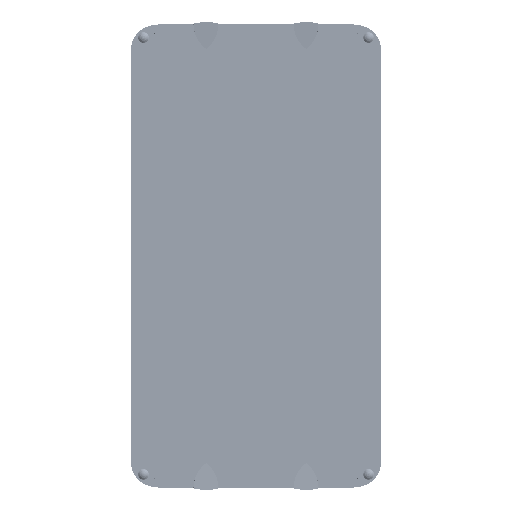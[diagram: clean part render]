
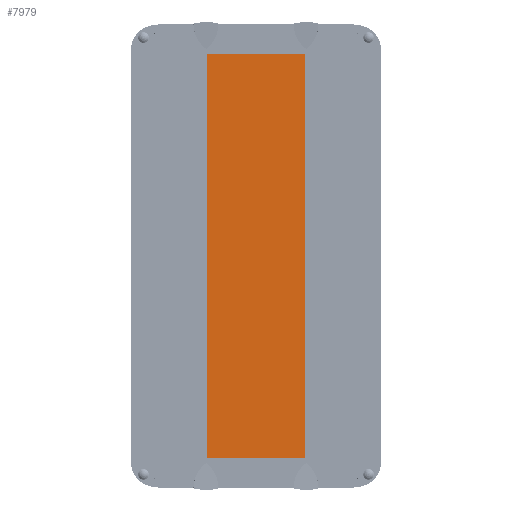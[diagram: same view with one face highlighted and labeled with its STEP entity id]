
A CAD part, front view. The second image highlights one B-rep face of the part: STEP entity #7979.
In plain terms, the highlighted face is planar.
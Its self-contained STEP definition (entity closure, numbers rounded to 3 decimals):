
#4166=DIRECTION('',(1.,0.,0.));
#4167=VECTOR('',#4166,117.106);
#4168=CARTESIAN_POINT('',(-120.606,0.,-242.));
#4169=LINE('',#4168,#4167);
#4893=DIRECTION('',(-1.,0.,0.));
#4894=VECTOR('',#4893,117.106);
#4895=CARTESIAN_POINT('',(-3.5,0.,242.));
#4896=LINE('',#4895,#4894);
#5836=DIRECTION('',(0.,0.,-1.));
#5837=VECTOR('',#5836,484.);
#5838=CARTESIAN_POINT('',(-120.606,0.,242.));
#5839=LINE('',#5838,#5837);
#5843=DIRECTION('',(0.,0.,1.));
#5844=VECTOR('',#5843,484.);
#5845=CARTESIAN_POINT('',(-3.5,0.,-242.));
#5846=LINE('',#5845,#5844);
#6462=CARTESIAN_POINT('',(-120.606,0.,-242.));
#6463=VERTEX_POINT('',#6462);
#6464=CARTESIAN_POINT('',(-3.5,0.,-242.));
#6465=VERTEX_POINT('',#6464);
#6691=CARTESIAN_POINT('',(-120.606,0.,242.));
#6692=VERTEX_POINT('',#6691);
#6693=CARTESIAN_POINT('',(-3.5,0.,242.));
#6694=VERTEX_POINT('',#6693);
#7967=CARTESIAN_POINT('',(-120.606,0.,0.));
#7968=DIRECTION('',(0.,1.,0.));
#7969=DIRECTION('',(0.,0.,1.));
#7970=AXIS2_PLACEMENT_3D('',#7967,#7968,#7969);
#7971=PLANE('',#7970);
#7972=ORIENTED_EDGE('',*,*,#7200,.T.);
#7973=ORIENTED_EDGE('',*,*,#7962,.T.);
#7974=ORIENTED_EDGE('',*,*,#6989,.T.);
#7976=ORIENTED_EDGE('',*,*,#7975,.T.);
#7977=EDGE_LOOP('',(#7972,#7973,#7974,#7976));
#7978=FACE_OUTER_BOUND('',#7977,.F.);
#7979=ADVANCED_FACE('',(#7978),#7971,.T.);
#6989=EDGE_CURVE('',#6463,#6465,#4169,.T.);
#7200=EDGE_CURVE('',#6694,#6692,#4896,.T.);
#7962=EDGE_CURVE('',#6692,#6463,#5839,.T.);
#7975=EDGE_CURVE('',#6465,#6694,#5846,.T.);
